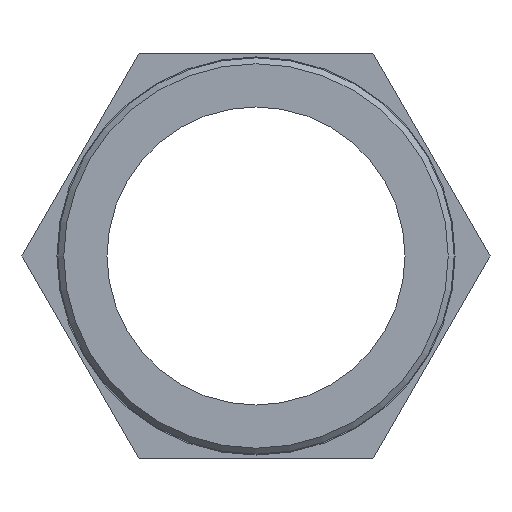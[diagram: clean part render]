
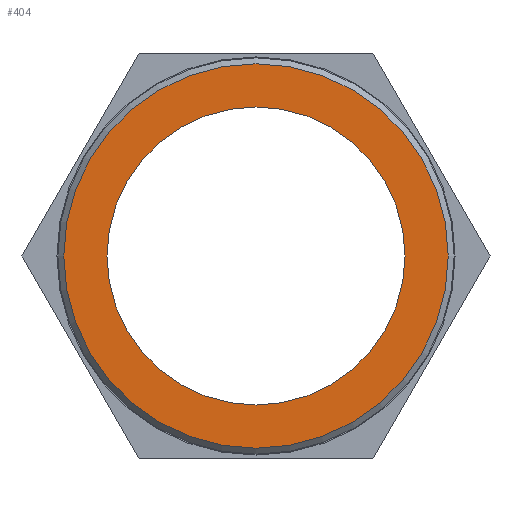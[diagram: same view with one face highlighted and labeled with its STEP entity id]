
A CAD part, front view. The second image highlights one B-rep face of the part: STEP entity #404.
In plain terms, the highlighted planar face has unit normal (0, -1, 0).
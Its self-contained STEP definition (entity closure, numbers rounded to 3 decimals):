
#59=PLANE('',#435);
#78=ORIENTED_EDGE('',*,*,#137,.T.);
#79=ORIENTED_EDGE('',*,*,#136,.T.);
#136=EDGE_CURVE('',#166,#166,#190,.T.);
#137=EDGE_CURVE('',#167,#167,#191,.F.);
#166=VERTEX_POINT('',#555);
#167=VERTEX_POINT('',#558);
#190=CIRCLE('',#434,12.5);
#191=CIRCLE('',#436,16.125);
#204=EDGE_LOOP('',(#78));
#205=EDGE_LOOP('',(#79));
#236=FACE_BOUND('',#204,.T.);
#237=FACE_BOUND('',#205,.T.);
#404=ADVANCED_FACE('',(#236,#237),#59,.F.);
#434=AXIS2_PLACEMENT_3D('',#554,#477,#478);
#435=AXIS2_PLACEMENT_3D('',#556,#479,#480);
#436=AXIS2_PLACEMENT_3D('',#557,#481,#482);
#477=DIRECTION('',(0.,1.,0.));
#478=DIRECTION('',(1.,0.,0.));
#479=DIRECTION('',(0.,1.,0.));
#480=DIRECTION('',(0.,0.,1.));
#481=DIRECTION('',(0.,1.,0.));
#482=DIRECTION('',(0.,0.,1.));
#554=CARTESIAN_POINT('',(0.,-65.,0.));
#555=CARTESIAN_POINT('',(12.5,-65.,0.));
#556=CARTESIAN_POINT('',(0.,-65.,0.));
#557=CARTESIAN_POINT('',(0.,-65.,0.));
#558=CARTESIAN_POINT('',(0.,-65.,16.125));
